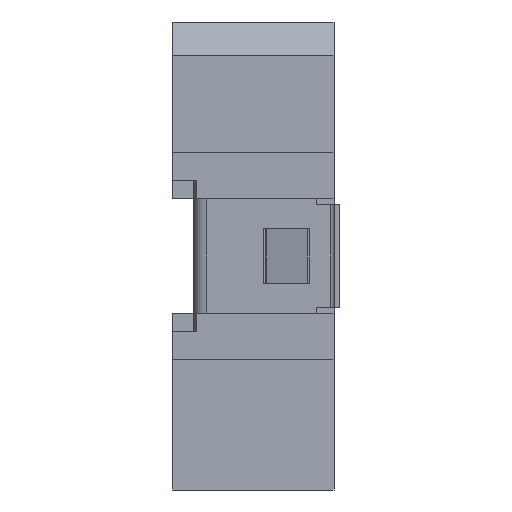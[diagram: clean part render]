
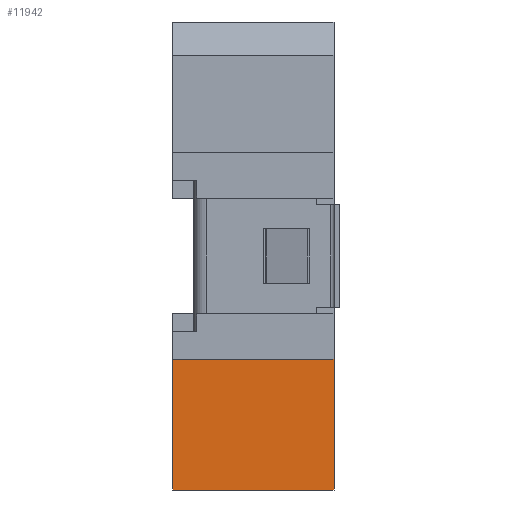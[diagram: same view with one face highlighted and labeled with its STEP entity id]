
A CAD part, left-side view. The second image highlights one B-rep face of the part: STEP entity #11942.
In plain terms, the highlighted planar face has unit normal (-1, 0, 0).
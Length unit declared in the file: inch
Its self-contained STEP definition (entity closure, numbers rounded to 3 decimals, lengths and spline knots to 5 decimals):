
#566 = CARTESIAN_POINT ( 'NONE',  ( -0.36588, -0.15721, -0.31727 ) ) ;
#720 = DIRECTION ( 'NONE',  ( 0., -1., 0. ) ) ;
#831 = VECTOR ( 'NONE', #8248, 39.37008 ) ;
#1197 = VECTOR ( 'NONE', #9064, 39.37008 ) ;
#1471 = ORIENTED_EDGE ( 'NONE', *, *, #4650, .T. ) ;
#1989 = CARTESIAN_POINT ( 'NONE',  ( -0.36588, 0.05979, -0.14127 ) ) ;
#2093 = CARTESIAN_POINT ( 'NONE',  ( -0.36588, 0.05979, -0.31727 ) ) ;
#2781 = VECTOR ( 'NONE', #3669, 39.37008 ) ;
#3501 = ORIENTED_EDGE ( 'NONE', *, *, #14332, .F. ) ;
#3620 = CARTESIAN_POINT ( 'NONE',  ( -0.36588, 0.05979, -0.31727 ) ) ;
#3669 = DIRECTION ( 'NONE',  ( 0., 0., 1. ) ) ;
#4406 = CARTESIAN_POINT ( 'NONE',  ( -0.36588, -0.15721, -0.14127 ) ) ;
#4650 = EDGE_CURVE ( 'NONE', #13027, #13076, #15366, .T. ) ;
#5382 = DIRECTION ( 'NONE',  ( 1., 0., 0. ) ) ;
#5425 = AXIS2_PLACEMENT_3D ( 'NONE', #13815, #5382, #15175 ) ;
#5703 = VECTOR ( 'NONE', #720, 39.37008 ) ;
#6298 = LINE ( 'NONE', #1989, #5703 ) ;
#7700 = CARTESIAN_POINT ( 'NONE',  ( -0.36588, -0.15721, -0.31727 ) ) ;
#8248 = DIRECTION ( 'NONE',  ( 0., -1., 0. ) ) ;
#8965 = EDGE_CURVE ( 'NONE', #13027, #14162, #13277, .T. ) ;
#9064 = DIRECTION ( 'NONE',  ( 0., 0., 1. ) ) ;
#9366 = EDGE_CURVE ( 'NONE', #13076, #13166, #12459, .T. ) ;
#9858 = CARTESIAN_POINT ( 'NONE',  ( -0.36588, 0.05979, -0.14127 ) ) ;
#9940 = ORIENTED_EDGE ( 'NONE', *, *, #8965, .F. ) ;
#9953 = CARTESIAN_POINT ( 'NONE',  ( -0.36588, 0.05979, -0.31727 ) ) ;
#10053 = FACE_OUTER_BOUND ( 'NONE', #10712, .T. ) ;
#10148 = PLANE ( 'NONE',  #5425 ) ;
#10712 = EDGE_LOOP ( 'NONE', ( #12076, #3501, #9940, #1471 ) ) ;
#11942 = ADVANCED_FACE ( 'NONE', ( #10053 ), #10148, .F. ) ;
#12076 = ORIENTED_EDGE ( 'NONE', *, *, #9366, .T. ) ;
#12459 = LINE ( 'NONE', #566, #1197 ) ;
#13027 = VERTEX_POINT ( 'NONE', #9953 ) ;
#13076 = VERTEX_POINT ( 'NONE', #7700 ) ;
#13166 = VERTEX_POINT ( 'NONE', #4406 ) ;
#13277 = LINE ( 'NONE', #3620, #2781 ) ;
#13815 = CARTESIAN_POINT ( 'NONE',  ( -0.36588, 0.05979, -0.31727 ) ) ;
#14162 = VERTEX_POINT ( 'NONE', #9858 ) ;
#14332 = EDGE_CURVE ( 'NONE', #14162, #13166, #6298, .T. ) ;
#15175 = DIRECTION ( 'NONE',  ( 0., 0., -1. ) ) ;
#15366 = LINE ( 'NONE', #2093, #831 ) ;
